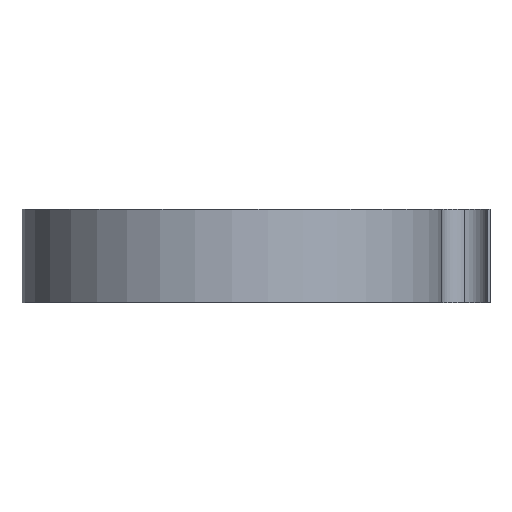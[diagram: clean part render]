
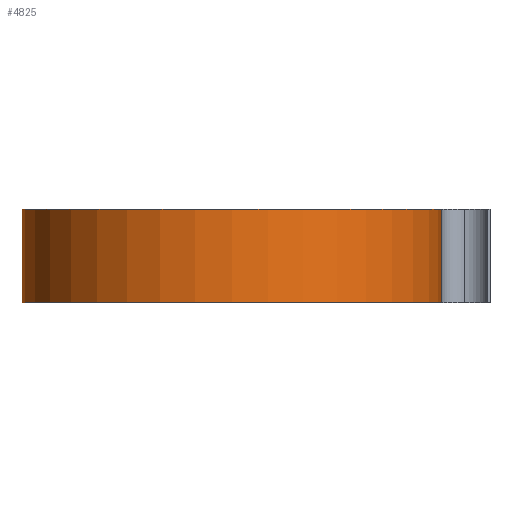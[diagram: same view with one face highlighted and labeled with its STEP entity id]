
A CAD part, top view. The second image highlights one B-rep face of the part: STEP entity #4825.
In plain terms, the highlighted cylindrical face has radius 13.505 mm (diameter 27.01 mm), a partial arc.
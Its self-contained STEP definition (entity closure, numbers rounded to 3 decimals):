
#50 = ORIENTED_EDGE ( 'NONE', *, *, #2752, .T. ) ;
#159 = EDGE_CURVE ( 'NONE', #3053, #1854, #2710, .T. ) ;
#212 = ORIENTED_EDGE ( 'NONE', *, *, #1088, .T. ) ;
#248 = ORIENTED_EDGE ( 'NONE', *, *, #159, .F. ) ;
#330 = DIRECTION ( 'NONE',  ( 0., 1., 0. ) ) ;
#393 = VERTEX_POINT ( 'NONE', #1922 ) ;
#457 = CARTESIAN_POINT ( 'NONE',  ( 13.505, 0., 0. ) ) ;
#712 = VECTOR ( 'NONE', #3348, 1000. ) ;
#874 = VECTOR ( 'NONE', #2815, 1000. ) ;
#886 = ORIENTED_EDGE ( 'NONE', *, *, #4988, .F. ) ;
#888 = CARTESIAN_POINT ( 'NONE',  ( 0., 6., 0. ) ) ;
#973 = CARTESIAN_POINT ( 'NONE',  ( 0., 6., 0. ) ) ;
#1088 = EDGE_CURVE ( 'NONE', #393, #4517, #2144, .T. ) ;
#1166 = CARTESIAN_POINT ( 'NONE',  ( 13.505, 6., 0. ) ) ;
#1588 = CARTESIAN_POINT ( 'NONE',  ( -13.505, 0., 0. ) ) ;
#1848 = AXIS2_PLACEMENT_3D ( 'NONE', #888, #4525, #4474 ) ;
#1854 = VERTEX_POINT ( 'NONE', #457 ) ;
#1922 = CARTESIAN_POINT ( 'NONE',  ( -13.505, 6., 0. ) ) ;
#1972 = CARTESIAN_POINT ( 'NONE',  ( 13.505, 6., 0. ) ) ;
#2144 = LINE ( 'NONE', #3374, #712 ) ;
#2389 = EDGE_LOOP ( 'NONE', ( #50, #248, #886, #212 ) ) ;
#2710 = LINE ( 'NONE', #1166, #874 ) ;
#2752 = EDGE_CURVE ( 'NONE', #4517, #1854, #4015, .T. ) ;
#2815 = DIRECTION ( 'NONE',  ( 0., -1., 0. ) ) ;
#2867 = CIRCLE ( 'NONE', #1848, 13.505 ) ;
#3053 = VERTEX_POINT ( 'NONE', #1972 ) ;
#3348 = DIRECTION ( 'NONE',  ( 0., -1., 0. ) ) ;
#3374 = CARTESIAN_POINT ( 'NONE',  ( -13.505, 6., 0. ) ) ;
#3388 = FACE_OUTER_BOUND ( 'NONE', #2389, .T. ) ;
#3924 = AXIS2_PLACEMENT_3D ( 'NONE', #3948, #330, #5176 ) ;
#3948 = CARTESIAN_POINT ( 'NONE',  ( 0., 0., 0. ) ) ;
#3966 = DIRECTION ( 'NONE',  ( 0., 0., -1. ) ) ;
#3972 = AXIS2_PLACEMENT_3D ( 'NONE', #973, #5194, #3966 ) ;
#4015 = CIRCLE ( 'NONE', #3924, 13.505 ) ;
#4474 = DIRECTION ( 'NONE',  ( 1., 0., 0. ) ) ;
#4517 = VERTEX_POINT ( 'NONE', #1588 ) ;
#4525 = DIRECTION ( 'NONE',  ( 0., 1., 0. ) ) ;
#4600 = CYLINDRICAL_SURFACE ( 'NONE', #3972, 13.505 ) ;
#4825 = ADVANCED_FACE ( 'NONE', ( #3388 ), #4600, .T. ) ;
#4988 = EDGE_CURVE ( 'NONE', #393, #3053, #2867, .T. ) ;
#5176 = DIRECTION ( 'NONE',  ( 1., 0., 0. ) ) ;
#5194 = DIRECTION ( 'NONE',  ( 0., -1., 0. ) ) ;
